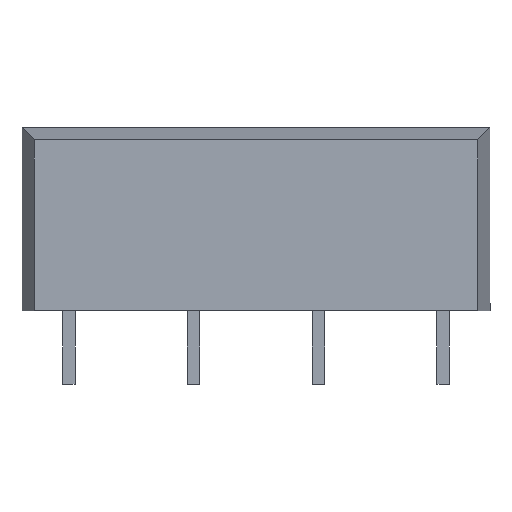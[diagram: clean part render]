
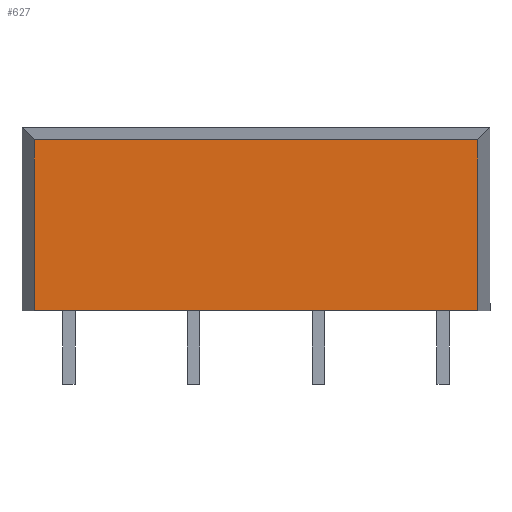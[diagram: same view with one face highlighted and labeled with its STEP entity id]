
A CAD part, left-side view. The second image highlights one B-rep face of the part: STEP entity #627.
In plain terms, the highlighted planar face has unit normal (-1, 0, 0).
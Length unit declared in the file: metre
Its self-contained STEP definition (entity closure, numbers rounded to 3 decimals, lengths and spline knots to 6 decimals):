
#8 = VERTEX_POINT ( 'NONE', #209 ) ;
#14 = CARTESIAN_POINT ( 'NONE',  ( -0.002494, 0.009051, 0.00753 ) ) ;
#49 = DIRECTION ( 'NONE',  ( 0., 0., -1. ) ) ;
#66 = ORIENTED_EDGE ( 'NONE', *, *, #478, .F. ) ;
#67 = DIRECTION ( 'NONE',  ( 0., 1., 0. ) ) ;
#112 = EDGE_LOOP ( 'NONE', ( #172, #66, #674, #667 ) ) ;
#117 = CARTESIAN_POINT ( 'NONE',  ( -0.002494, -0.008999, 0.00008 ) ) ;
#121 = DIRECTION ( 'NONE',  ( 0., 1., 0. ) ) ;
#127 = EDGE_CURVE ( 'NONE', #266, #686, #354, .T. ) ;
#171 = CARTESIAN_POINT ( 'NONE',  ( -0.002494, -0.009499, 0.00703 ) ) ;
#172 = ORIENTED_EDGE ( 'NONE', *, *, #383, .F. ) ;
#209 = CARTESIAN_POINT ( 'NONE',  ( -0.002494, -0.008999, 0.00703 ) ) ;
#234 = AXIS2_PLACEMENT_3D ( 'NONE', #325, #520, #67 ) ;
#266 = VERTEX_POINT ( 'NONE', #773 ) ;
#278 = CARTESIAN_POINT ( 'NONE',  ( -0.002494, -0.009499, 0.00008 ) ) ;
#318 = CARTESIAN_POINT ( 'NONE',  ( -0.002494, 0.009051, 0.00703 ) ) ;
#325 = CARTESIAN_POINT ( 'NONE',  ( -0.002494, -0.009499, 0.00753 ) ) ;
#327 = FACE_OUTER_BOUND ( 'NONE', #112, .T. ) ;
#354 = LINE ( 'NONE', #14, #673 ) ;
#358 = CARTESIAN_POINT ( 'NONE',  ( -0.002494, -0.008999, 0.00753 ) ) ;
#383 = EDGE_CURVE ( 'NONE', #8, #734, #534, .T. ) ;
#392 = PLANE ( 'NONE',  #234 ) ;
#460 = LINE ( 'NONE', #278, #749 ) ;
#467 = DIRECTION ( 'NONE',  ( 0., 0., 1. ) ) ;
#478 = EDGE_CURVE ( 'NONE', #686, #8, #748, .T. ) ;
#487 = VECTOR ( 'NONE', #760, 1. ) ;
#496 = EDGE_CURVE ( 'NONE', #734, #266, #460, .T. ) ;
#520 = DIRECTION ( 'NONE',  ( 1., 0., 0. ) ) ;
#534 = LINE ( 'NONE', #358, #843 ) ;
#627 = ADVANCED_FACE ( 'NONE', ( #327 ), #392, .F. ) ;
#667 = ORIENTED_EDGE ( 'NONE', *, *, #496, .F. ) ;
#673 = VECTOR ( 'NONE', #467, 1. ) ;
#674 = ORIENTED_EDGE ( 'NONE', *, *, #127, .F. ) ;
#686 = VERTEX_POINT ( 'NONE', #318 ) ;
#734 = VERTEX_POINT ( 'NONE', #117 ) ;
#748 = LINE ( 'NONE', #171, #487 ) ;
#749 = VECTOR ( 'NONE', #121, 1. ) ;
#760 = DIRECTION ( 'NONE',  ( 0., -1., 0. ) ) ;
#773 = CARTESIAN_POINT ( 'NONE',  ( -0.002494, 0.009051, 0.00008 ) ) ;
#843 = VECTOR ( 'NONE', #49, 1. ) ;
